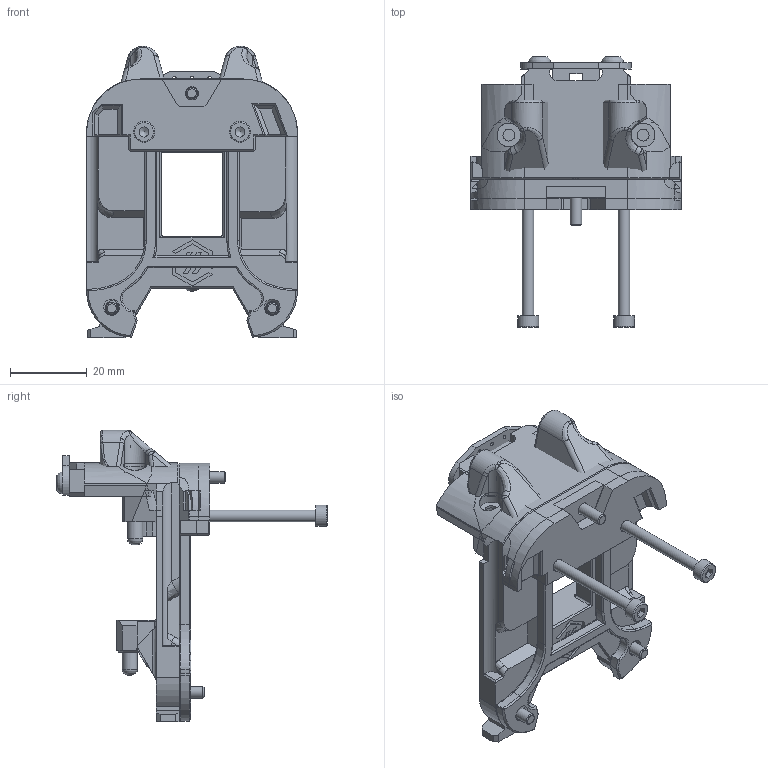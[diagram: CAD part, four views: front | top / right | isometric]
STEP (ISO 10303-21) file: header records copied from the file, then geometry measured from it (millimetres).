
FILE_DESCRIPTION(/* description */ (''),/* implementation_level */ '2;1');
FILE_NAME(/* name */ 'DragonBurner.step',/* time_stamp */ '2024-11-15T17:25:18-07:00',/* author */ (''),/* organization */ (''),/* preprocessor_version */ 'ST-DEVELOPER v20',/* originating_system */ 'Autodesk Translation Framework v13.20.0.188',/* authorisation */ '');
FILE_SCHEMA (('AUTOMOTIVE_DESIGN { 1 0 10303 214 3 1 1 }'));
Length unit declared in the file: millimetre
Products named in the file (24): DragonBurner SC V1.1R2; Hardware (2); Tap_Sensor; Board; Sensor; M3x6 BHCS (2); M3x6 FHCS (7) (1); M3x6 FHCS (7) (1) (1); Pins 4x12 Rounded; 3x6mm Magnet (1) (3) (2) (1); M3x40 SHCS (15) (1); M3 Threaded Insert (3); M3x12 BHCS (2) (1) (1); M3x10 BHCS (2) (1); Pins 4x12 Rounded (1); Pins 4x12 Rounded (2); Backplate; Plate (1); Addon (1) (2); Spacer (1); Backplate Legacy; Plate; Addon (1); Spacer
Assembly tree (27 placements, depth 4):
  DragonBurner SC V1.1R2
    Hardware (2)
      Tap_Sensor
        Board
        Sensor
        M3x6 BHCS (2)  x2
      M3x6 FHCS (7) (1)
      M3x6 FHCS (7) (1) (1)
      Pins 4x12 Rounded
      3x6mm Magnet (1) (3) (2) (1)
      M3x40 SHCS (15) (1)  x2
      M3x10 BHCS (2) (1)  x2
      M3 Threaded Insert (3)  x2
      M3x12 BHCS (2) (1) (1)
      Pins 4x12 Rounded (1)
      Pins 4x12 Rounded (2)
    Backplate
      Plate (1)
        Addon (1) (2)
      Spacer (1)
    Backplate Legacy
      Plate
        Addon (1)
      Spacer
Bounding box: 55 x 70.63 x 76.02 mm (x, y, z)
Volume: 42217.8 mm3; surface area: 27266.7 mm2
Topology: 24 solids, 24 shells, 1177 faces, 3072 edges, 1987 vertices
Faces by surface type: plane 617, cylinder 254, bspline 202, cone 71, torus 25, sphere 8
Full cylindrical faces by diameter (mm): 0.87 x5, 1 x3, 1.8 x1, 2 x1, 2.7 x2, 2.8 x4, 2.9 x2, 3 x15, 3.1 x5, 3.2 x2, 3.4 x8, 3.5 x4, 4 x3, 4.1 x2, 4.25 x4, 4.6 x2, 4.7 x2, 5.5 x2, 5.54 x2, 5.7 x5, 6 x1, 6.1 x1, 6.2 x6, 6.3 x3
Entity records: 38831 total; most frequent: CARTESIAN_POINT 14070, ORIENTED_EDGE 5182, DIRECTION 4734, EDGE_CURVE 2591, VERTEX_POINT 1673, LINE 1606, VECTOR 1606, AXIS2_PLACEMENT_3D 1564
